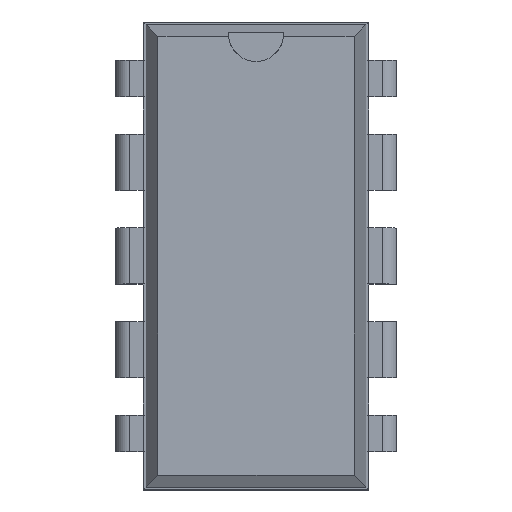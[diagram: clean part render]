
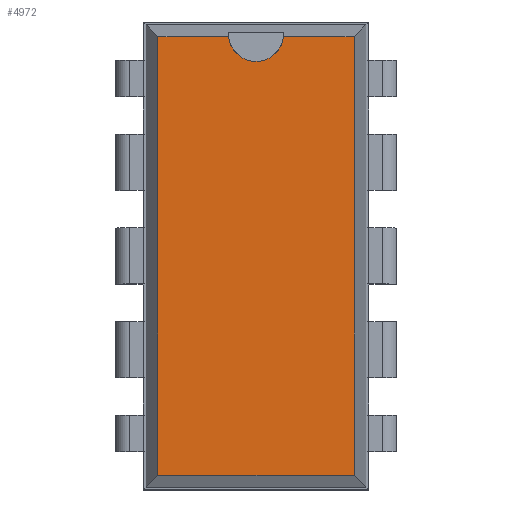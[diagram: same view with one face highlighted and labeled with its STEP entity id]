
A CAD part, top view. The second image highlights one B-rep face of the part: STEP entity #4972.
In plain terms, the highlighted planar face has unit normal (0, 0, 1).
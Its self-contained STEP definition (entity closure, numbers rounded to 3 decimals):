
#2794 = VERTEX_POINT('',#2795);
#2795 = CARTESIAN_POINT('',(6.344,0.871,3.68));
#2800 = EDGE_CURVE('',#2801,#2794,#2803,.T.);
#2801 = VERTEX_POINT('',#2802);
#2802 = CARTESIAN_POINT('',(6.344,-11.031,3.68));
#2803 = LINE('',#2804,#2805);
#2804 = CARTESIAN_POINT('',(6.344,-11.031,3.68));
#2805 = VECTOR('',#2806,1.);
#2806 = DIRECTION('',(0.,1.,0.));
#3835 = VERTEX_POINT('',#3836);
#3836 = CARTESIAN_POINT('',(1.022,0.871,3.68));
#3841 = EDGE_CURVE('',#3842,#3835,#3844,.T.);
#3842 = VERTEX_POINT('',#3843);
#3843 = CARTESIAN_POINT('',(2.937,0.871,3.68));
#3844 = LINE('',#3845,#3846);
#3845 = CARTESIAN_POINT('',(6.344,0.871,3.68));
#3846 = VECTOR('',#3847,1.);
#3847 = DIRECTION('',(-1.,0.,0.));
#3867 = VERTEX_POINT('',#3868);
#3868 = CARTESIAN_POINT('',(4.429,0.871,3.68));
#3876 = EDGE_CURVE('',#2794,#3867,#3877,.T.);
#3877 = LINE('',#3878,#3879);
#3878 = CARTESIAN_POINT('',(6.344,0.871,3.68));
#3879 = VECTOR('',#3880,1.);
#3880 = DIRECTION('',(-1.,0.,0.));
#3927 = VERTEX_POINT('',#3928);
#3928 = CARTESIAN_POINT('',(1.022,-11.031,3.68));
#3933 = EDGE_CURVE('',#3835,#3927,#3934,.T.);
#3934 = LINE('',#3935,#3936);
#3935 = CARTESIAN_POINT('',(1.022,0.871,3.68));
#3936 = VECTOR('',#3937,1.);
#3937 = DIRECTION('',(0.,-1.,0.));
#4961 = EDGE_CURVE('',#3927,#2801,#4962,.T.);
#4962 = LINE('',#4963,#4964);
#4963 = CARTESIAN_POINT('',(1.022,-11.031,3.68));
#4964 = VECTOR('',#4965,1.);
#4965 = DIRECTION('',(1.,0.,0.));
#4972 = ADVANCED_FACE('',(#4973),#4996,.F.);
#4973 = FACE_BOUND('',#4974,.F.);
#4974 = EDGE_LOOP('',(#4975,#4976,#4977,#4978,#4979,#4988,#4995));
#4975 = ORIENTED_EDGE('',*,*,#2800,.F.);
#4976 = ORIENTED_EDGE('',*,*,#4961,.F.);
#4977 = ORIENTED_EDGE('',*,*,#3933,.F.);
#4978 = ORIENTED_EDGE('',*,*,#3841,.F.);
#4979 = ORIENTED_EDGE('',*,*,#4980,.F.);
#4980 = EDGE_CURVE('',#4981,#3842,#4983,.T.);
#4981 = VERTEX_POINT('',#4982);
#4982 = CARTESIAN_POINT('',(3.683,0.196,3.68));
#4983 = CIRCLE('',#4984,0.75);
#4984 = AXIS2_PLACEMENT_3D('',#4985,#4986,#4987);
#4985 = CARTESIAN_POINT('',(3.683,0.946,3.68));
#4986 = DIRECTION('',(0.,0.,-1.));
#4987 = DIRECTION('',(0.,-1.,0.));
#4988 = ORIENTED_EDGE('',*,*,#4989,.F.);
#4989 = EDGE_CURVE('',#3867,#4981,#4990,.T.);
#4990 = CIRCLE('',#4991,0.75);
#4991 = AXIS2_PLACEMENT_3D('',#4992,#4993,#4994);
#4992 = CARTESIAN_POINT('',(3.683,0.946,3.68));
#4993 = DIRECTION('',(0.,0.,-1.));
#4994 = DIRECTION('',(0.,-1.,0.));
#4995 = ORIENTED_EDGE('',*,*,#3876,.F.);
#4996 = PLANE('',#4997);
#4997 = AXIS2_PLACEMENT_3D('',#4998,#4999,#5000);
#4998 = CARTESIAN_POINT('',(6.344,-11.031,3.68));
#4999 = DIRECTION('',(0.,0.,-1.));
#5000 = DIRECTION('',(-0.408,0.913,0.));
